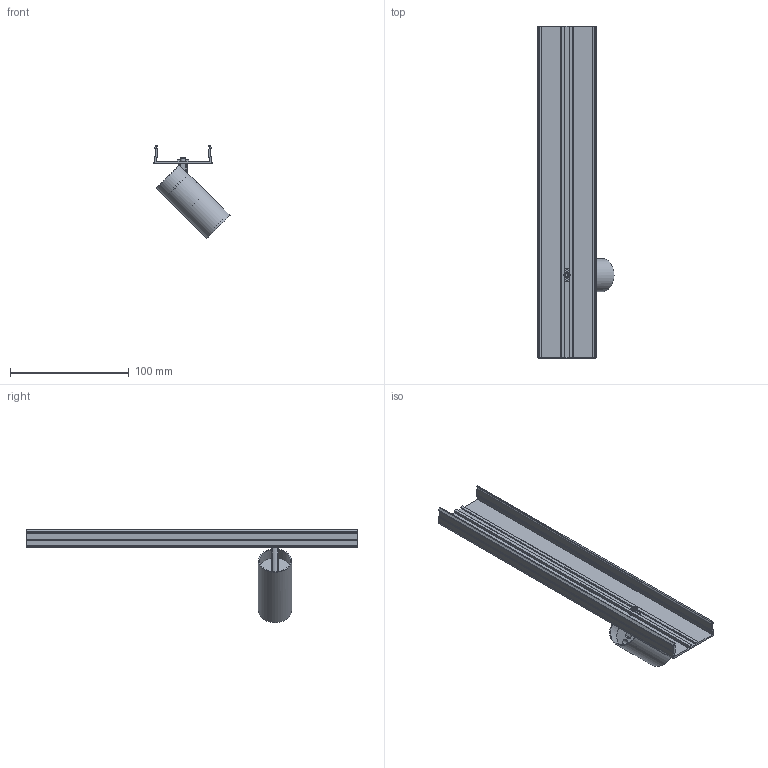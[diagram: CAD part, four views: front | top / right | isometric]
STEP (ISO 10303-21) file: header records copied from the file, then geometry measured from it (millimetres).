
FILE_DESCRIPTION(/* description */ ('This is a sample STEP configuration'),/* implementation_level */ '2;1');
FILE_NAME(/* name */ '715-07121a0xxxxxx SIMPLE.ipt_Rev_00.2.stp',/* time_stamp */ '2023-04-29T10:23:45+02:00',/* author */ ('powerJobs'),/* organization */ ('coolOrange'),/* preprocessor_version */ 'ST-DEVELOPER v19.2',/* originating_system */ 'Autodesk Inventor 2023',/* authorisation */ '');
FILE_SCHEMA (('AUTOMOTIVE_DESIGN { 1 0 10303 214 3 1 1 }'));
Length unit declared in the file: millimetre
Products named in the file (1): ENG000022237
Bounding box: 64.17 x 280 x 78.65 mm (x, y, z)
Volume: 52407.8 mm3; surface area: 68237 mm2
Topology: 6 solids, 7 shells, 403 faces, 1137 edges, 765 vertices
Faces by surface type: plane 148, cylinder 120, bspline 72, cone 36, torus 19, sphere 8
Full cylindrical faces by diameter (mm): 1 x1, 2.459 x1, 2.7 x1, 3 x4, 4 x1, 4.5 x2, 4.6 x1, 5 x2, 5.2 x1, 6.9 x1, 10.2 x1, 11.4 x1, 11.6 x1, 25.8 x2, 28 x1
Entity records: 18852 total; most frequent: CARTESIAN_POINT 8629, ORIENTED_EDGE 2272, DIRECTION 1946, EDGE_CURVE 1136, VERTEX_POINT 765, AXIS2_PLACEMENT_3D 739, LINE 468, VECTOR 468
